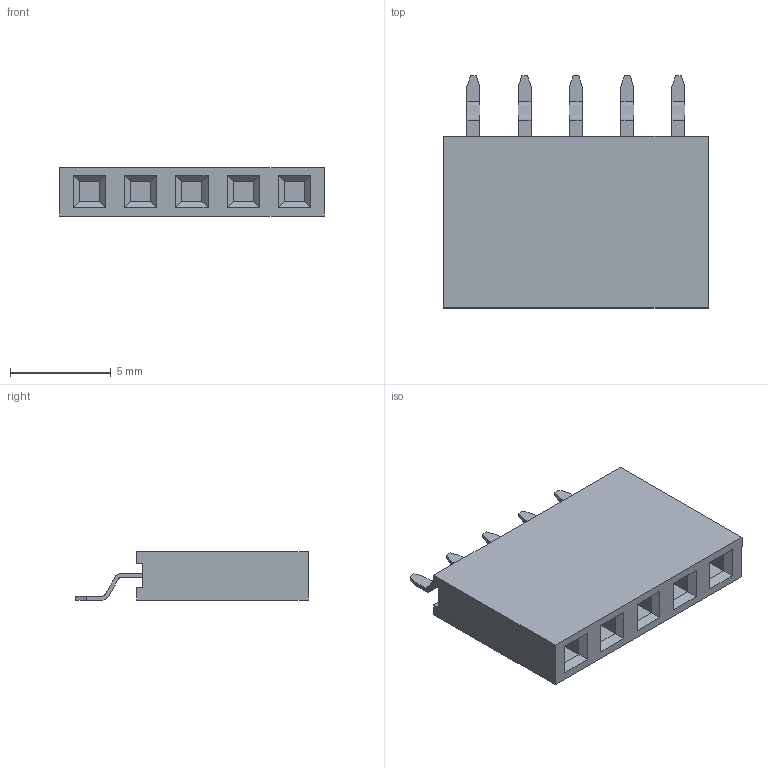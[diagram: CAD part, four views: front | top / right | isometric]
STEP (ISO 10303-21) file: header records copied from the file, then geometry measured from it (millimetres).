
FILE_DESCRIPTION (( 'STEP AP214' ), '1' );
FILE_NAME ('HDR-SMD_5P-P2.54-H-F_X6511FRS-19-C85D30.STEP', '2023-05-29T08:34:57', ( 'PC' ), ( 'Microsoft' ), 'SwSTEP 2.0', 'SolidWorks 2020', '' );
FILE_SCHEMA (( 'AUTOMOTIVE_DESIGN' ));
Length unit declared in the file: millimetre
Products named in the file (1): HDR-SMD_5P-P2.54-H-F_X6511FRS-19-C85D30
Bounding box: 13.11 x 11.5 x 2.42 mm (x, y, z)
Volume: 228.9 mm3; surface area: 502.6 mm2
Topology: 1 solids, 1 shells, 354 faces, 949 edges, 626 vertices
Faces by surface type: plane 236, bspline 98, cylinder 20
Entity records: 15373 total; most frequent: CARTESIAN_POINT 3236, ORIENTED_EDGE 1898, DIRECTION 1303, EDGE_CURVE 949, VECTOR 709, LINE 709, VERTEX_POINT 626, EDGE_LOOP 383
